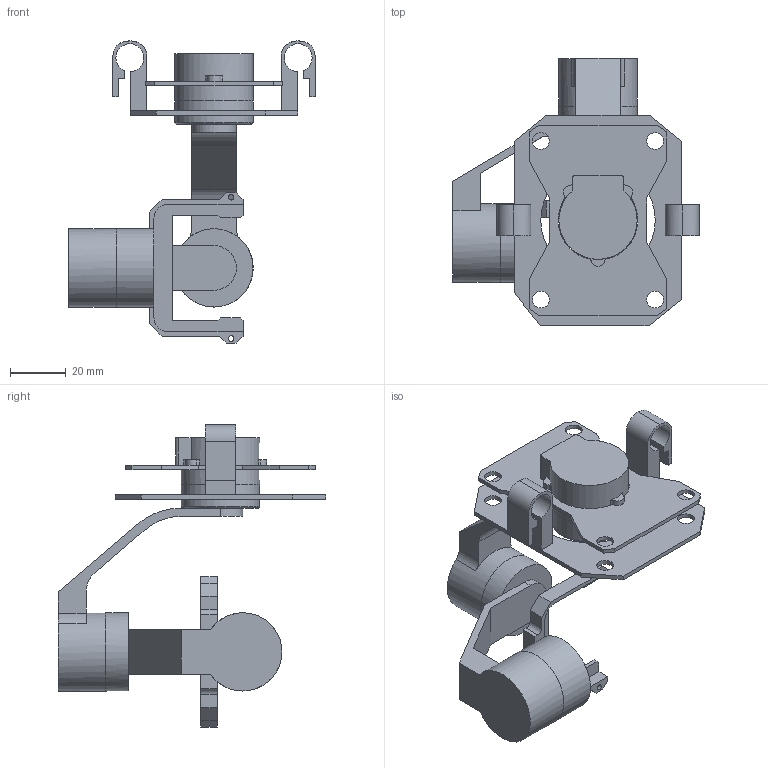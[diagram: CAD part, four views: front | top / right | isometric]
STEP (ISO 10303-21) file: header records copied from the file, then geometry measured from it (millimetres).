
FILE_DESCRIPTION(/* description */ (''),/* implementation_level */ '2;1');
FILE_NAME(/* name */ 'Tarot_3achs_Gimbal.step',/* time_stamp */ '2022-04-03T13:42:43+02:00',/* author */ (''),/* organization */ (''),/* preprocessor_version */ 'ST-DEVELOPER v18.1',/* originating_system */ 'Autodesk Translation Framework v10.14.0.1471',/* authorisation */ '');
FILE_SCHEMA (('AUTOMOTIVE_DESIGN { 1 0 10303 214 3 1 1 }'));
Length unit declared in the file: millimetre
Products named in the file (5): Tarot_3achs_Gimbal; Base; PAN; roll; tilt
Assembly tree (4 placements, depth 2):
  Tarot_3achs_Gimbal
    Base
    PAN
    roll
    tilt
Bounding box: 88.25 x 95.65 x 108.15 mm (x, y, z)
Volume: 72648.3 mm3; surface area: 36293.8 mm2
Topology: 8 solids, 8 shells, 178 faces, 474 edges, 313 vertices
Faces by surface type: plane 123, cylinder 50, bspline 4, torus 1
Full cylindrical faces by diameter (mm): 2 x2, 6 x8, 28 x6, 41 x1
Entity records: 5839 total; most frequent: CARTESIAN_POINT 1122, DIRECTION 950, ORIENTED_EDGE 948, EDGE_CURVE 474, LINE 348, VECTOR 348, VERTEX_POINT 313, AXIS2_PLACEMENT_3D 301
